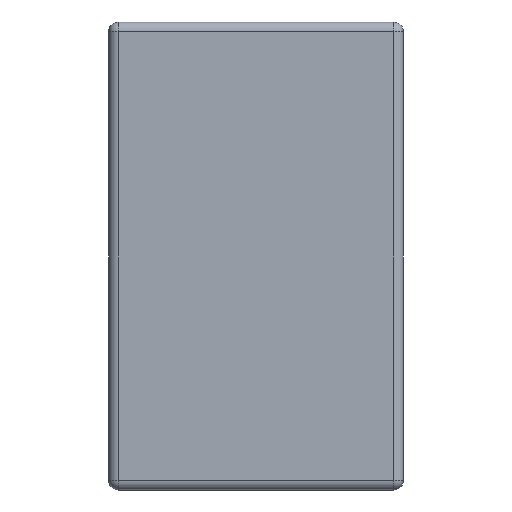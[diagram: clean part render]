
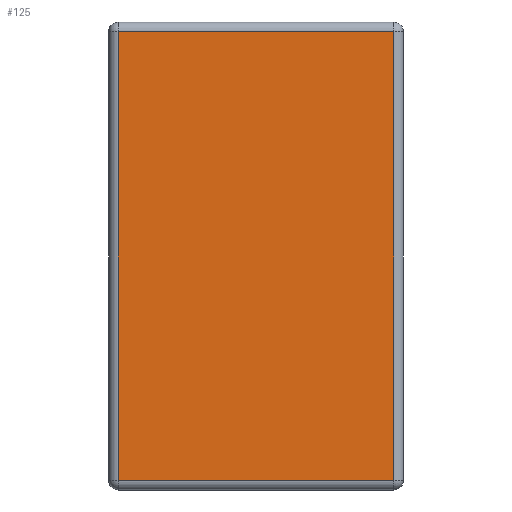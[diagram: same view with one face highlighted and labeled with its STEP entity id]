
A CAD part, left-side view. The second image highlights one B-rep face of the part: STEP entity #125.
In plain terms, the highlighted planar face has unit normal (-1, 0, 0).
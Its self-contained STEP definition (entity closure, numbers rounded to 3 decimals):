
#5 = LINE ( 'NONE', #3443, #3703 ) ;
#93 = VERTEX_POINT ( 'NONE', #3202 ) ;
#125 = ADVANCED_FACE ( 'NONE', ( #3890 ), #2616, .T. ) ;
#289 = LINE ( 'NONE', #4448, #2910 ) ;
#307 = EDGE_CURVE ( 'NONE', #469, #1520, #2748, .T. ) ;
#387 = CARTESIAN_POINT ( 'NONE',  ( 0., 1.644, -0.056 ) ) ;
#401 = AXIS2_PLACEMENT_3D ( 'NONE', #3632, #2942, #1483 ) ;
#469 = VERTEX_POINT ( 'NONE', #633 ) ;
#484 = EDGE_CURVE ( 'NONE', #2087, #469, #5, .T. ) ;
#633 = CARTESIAN_POINT ( 'NONE',  ( 0., 1.644, -2.644 ) ) ;
#759 = EDGE_CURVE ( 'NONE', #1520, #93, #289, .T. ) ;
#1483 = DIRECTION ( 'NONE',  ( 0., 0., 1. ) ) ;
#1520 = VERTEX_POINT ( 'NONE', #1733 ) ;
#1620 = CARTESIAN_POINT ( 'NONE',  ( 0., 0., -2.644 ) ) ;
#1733 = CARTESIAN_POINT ( 'NONE',  ( 0., 0.056, -2.644 ) ) ;
#1784 = ORIENTED_EDGE ( 'NONE', *, *, #759, .T. ) ;
#1813 = VECTOR ( 'NONE', #2179, 1000. ) ;
#1850 = CARTESIAN_POINT ( 'NONE',  ( 0., 1.7, -0.056 ) ) ;
#2087 = VERTEX_POINT ( 'NONE', #387 ) ;
#2179 = DIRECTION ( 'NONE',  ( 0., 1., 0. ) ) ;
#2297 = DIRECTION ( 'NONE',  ( 0., 0., 1. ) ) ;
#2326 = ORIENTED_EDGE ( 'NONE', *, *, #307, .T. ) ;
#2425 = ORIENTED_EDGE ( 'NONE', *, *, #484, .T. ) ;
#2616 = PLANE ( 'NONE',  #401 ) ;
#2748 = LINE ( 'NONE', #1620, #3365 ) ;
#2910 = VECTOR ( 'NONE', #2297, 1000. ) ;
#2942 = DIRECTION ( 'NONE',  ( -1., 0., 0. ) ) ;
#3092 = EDGE_CURVE ( 'NONE', #93, #2087, #3429, .T. ) ;
#3202 = CARTESIAN_POINT ( 'NONE',  ( 0., 0.056, -0.056 ) ) ;
#3266 = ORIENTED_EDGE ( 'NONE', *, *, #3092, .T. ) ;
#3365 = VECTOR ( 'NONE', #4062, 1000. ) ;
#3429 = LINE ( 'NONE', #1850, #1813 ) ;
#3443 = CARTESIAN_POINT ( 'NONE',  ( 0., 1.644, -2.7 ) ) ;
#3632 = CARTESIAN_POINT ( 'NONE',  ( 0., 0., 0. ) ) ;
#3703 = VECTOR ( 'NONE', #4171, 1000. ) ;
#3890 = FACE_OUTER_BOUND ( 'NONE', #4221, .T. ) ;
#4062 = DIRECTION ( 'NONE',  ( 0., -1., 0. ) ) ;
#4171 = DIRECTION ( 'NONE',  ( 0., 0., -1. ) ) ;
#4221 = EDGE_LOOP ( 'NONE', ( #2326, #1784, #3266, #2425 ) ) ;
#4448 = CARTESIAN_POINT ( 'NONE',  ( 0., 0.056, 0. ) ) ;
